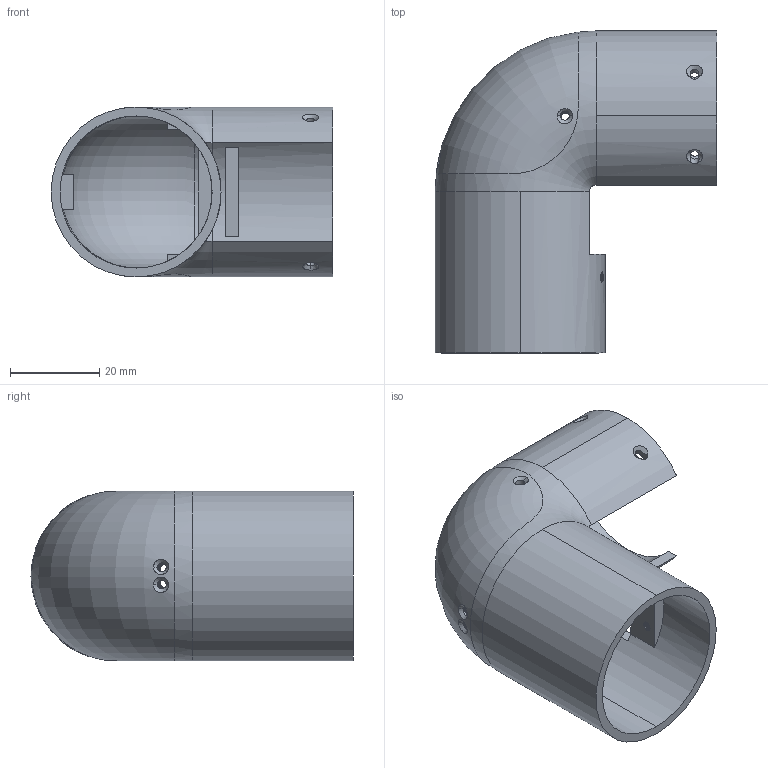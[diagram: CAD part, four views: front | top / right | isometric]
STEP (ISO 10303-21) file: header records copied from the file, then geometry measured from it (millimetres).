
FILE_DESCRIPTION (( 'STEP AP214' ), '1' );
FILE_NAME ('Than_ong_1_1 - Copy.STEP', '2022-08-03T16:03:36', ( 'pc' ), ( '' ), 'SwSTEP 2.0', 'SolidWorks 2018', '' );
FILE_SCHEMA (( 'AUTOMOTIVE_DESIGN' ));
Length unit declared in the file: millimetre
Products named in the file (1): Than_ong_1_1 - Copy
Bounding box: 63 x 72 x 38 mm (x, y, z)
Volume: 19378.5 mm3; surface area: 20696.3 mm2
Topology: 2 solids, 2 shells, 250 faces, 701 edges, 454 vertices
Faces by surface type: cylinder 151, plane 39, bspline 34, cone 18, torus 8
Entity records: 21080 total; most frequent: CARTESIAN_POINT 15655, ORIENTED_EDGE 1402, DIRECTION 798, EDGE_CURVE 701, VERTEX_POINT 454, AXIS2_PLACEMENT_3D 289, EDGE_LOOP 285, FACE_OUTER_BOUND 250
